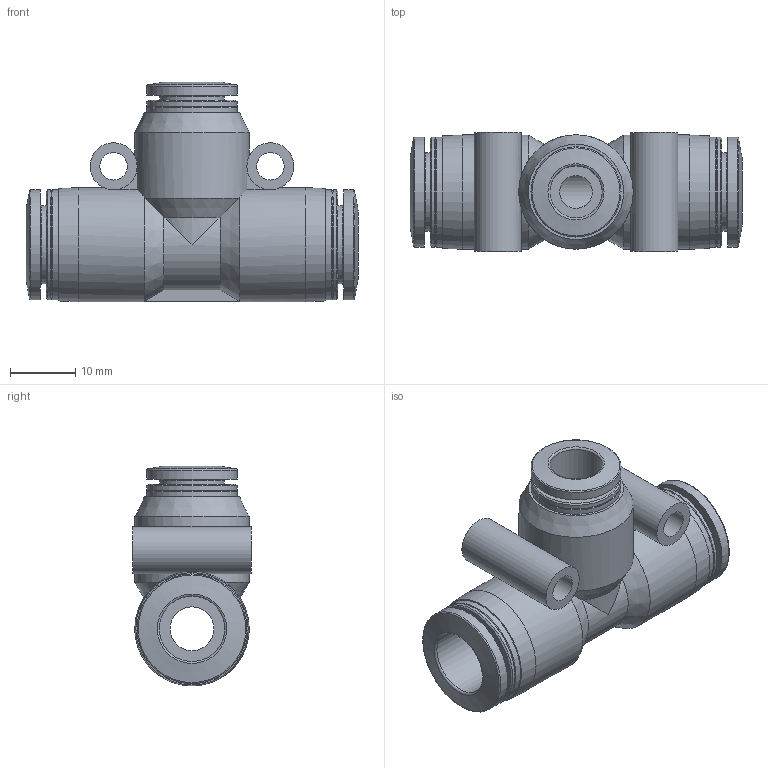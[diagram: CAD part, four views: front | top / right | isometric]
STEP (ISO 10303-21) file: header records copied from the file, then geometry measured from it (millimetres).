
FILE_DESCRIPTION(/* description */ ('STEP AP214'),/* implementation_level */ '2;1');
FILE_NAME(/* name */ '133117_NPQP-T-Q10-Q8-FD-P10',/* time_stamp */ '2024-09-13T07:40:48+02:00',/* author */ ('License CC BY-ND 4.0'),/* organization */ ('CADENAS'),/* preprocessor_version */ 'ST-DEVELOPER v19.3',/* originating_system */ 'PARTsolutions',/* authorisation */ ' ');
FILE_SCHEMA (('AUTOMOTIVE_DESIGN {1 0 10303 214 3 1 1}'));
Length unit declared in the file: millimetre
Products named in the file (1): 133117 NPQP-T-Q10-Q8-FD-P10
Bounding box: 50.8 x 18.2 x 33.65 mm (x, y, z)
Volume: 11047.5 mm3; surface area: 7715.7 mm2
Topology: 1 solids, 1 shells, 87 faces, 191 edges, 118 vertices
Faces by surface type: plane 30, cylinder 27, cone 21, torus 9
Full cylindrical faces by diameter (mm): 4.2 x2, 5 x1, 6.7 x1, 7.2 x2, 8 x1, 9.8 x1, 10 x2, 12 x2, 13.8 x3, 16.8 x6, 17.5 x2
Entity records: 2253 total; most frequent: CARTESIAN_POINT 446, DIRECTION 392, ORIENTED_EDGE 286, AXIS2_PLACEMENT_3D 182, EDGE_LOOP 154, FACE_BOUND 154, EDGE_CURVE 143, VERTEX_POINT 117
